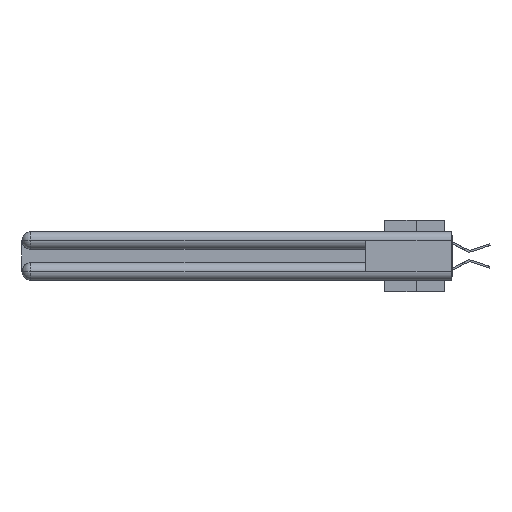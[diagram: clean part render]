
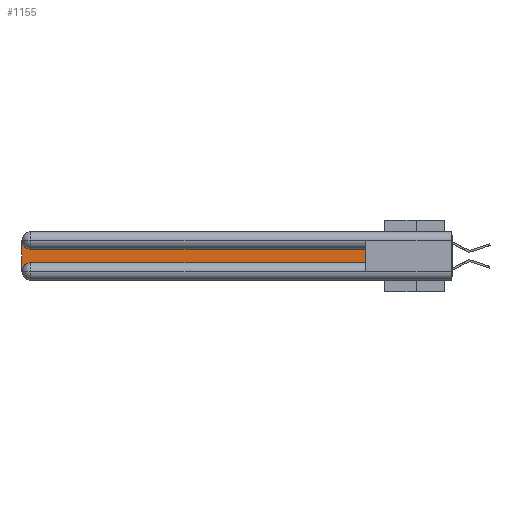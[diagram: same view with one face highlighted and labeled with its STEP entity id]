
A CAD part, left-side view. The second image highlights one B-rep face of the part: STEP entity #1155.
In plain terms, the highlighted planar face has unit normal (-1, 0, 0).
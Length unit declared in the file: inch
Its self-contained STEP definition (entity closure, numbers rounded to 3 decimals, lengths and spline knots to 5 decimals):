
#38 = EDGE_CURVE ( 'NONE', #5954, #34636, #20638, .T. ) ;
#296 = VECTOR ( 'NONE', #8207, 39.37008 ) ;
#1155 = ADVANCED_FACE ( 'NONE', ( #24243 ), #27468, .F. ) ;
#1169 = DIRECTION ( 'NONE',  ( 1., 0., 0. ) ) ;
#2415 = CARTESIAN_POINT ( 'NONE',  ( 0.075, 0.6, -0.2175 ) ) ;
#2615 = DIRECTION ( 'NONE',  ( 0., -1., 0. ) ) ;
#2652 = ORIENTED_EDGE ( 'NONE', *, *, #6675, .T. ) ;
#3374 = AXIS2_PLACEMENT_3D ( 'NONE', #18950, #33807, #6997 ) ;
#4992 = ORIENTED_EDGE ( 'NONE', *, *, #38, .T. ) ;
#5358 = LINE ( 'NONE', #14117, #18131 ) ;
#5387 = CARTESIAN_POINT ( 'NONE',  ( 0.075, 0.6, -0.1225 ) ) ;
#5954 = VERTEX_POINT ( 'NONE', #11482 ) ;
#6586 = CIRCLE ( 'NONE', #3374, 0.06 ) ;
#6675 = EDGE_CURVE ( 'NONE', #32958, #21305, #15495, .T. ) ;
#6997 = DIRECTION ( 'NONE',  ( 0., 0., -1. ) ) ;
#7688 = VERTEX_POINT ( 'NONE', #30140 ) ;
#8207 = DIRECTION ( 'NONE',  ( 0., 1., 0. ) ) ;
#9068 = CARTESIAN_POINT ( 'NONE',  ( 0.075, 0.6, -0.2175 ) ) ;
#9349 = VERTEX_POINT ( 'NONE', #19430 ) ;
#10322 = ORIENTED_EDGE ( 'NONE', *, *, #32154, .T. ) ;
#10951 = DIRECTION ( 'NONE',  ( 0., 0., -1. ) ) ;
#11482 = CARTESIAN_POINT ( 'NONE',  ( 0.075, 3., -0.2775 ) ) ;
#13222 = AXIS2_PLACEMENT_3D ( 'NONE', #36130, #24653, #24129 ) ;
#13787 = ORIENTED_EDGE ( 'NONE', *, *, #36875, .T. ) ;
#14117 = CARTESIAN_POINT ( 'NONE',  ( 0.075, 3., -0.2175 ) ) ;
#15495 = LINE ( 'NONE', #2415, #37279 ) ;
#18131 = VECTOR ( 'NONE', #10951, 39.37008 ) ;
#18219 = EDGE_CURVE ( 'NONE', #7688, #9349, #6586, .T. ) ;
#18932 = DIRECTION ( 'NONE',  ( 0., 0., -1. ) ) ;
#18950 = CARTESIAN_POINT ( 'NONE',  ( 0.075, 2.94, -0.0625 ) ) ;
#19430 = CARTESIAN_POINT ( 'NONE',  ( 0.075, 3., -0.0625 ) ) ;
#20263 = ORIENTED_EDGE ( 'NONE', *, *, #37269, .T. ) ;
#20391 = ORIENTED_EDGE ( 'NONE', *, *, #18219, .T. ) ;
#20638 = CIRCLE ( 'NONE', #22128, 0.06 ) ;
#21305 = VERTEX_POINT ( 'NONE', #21704 ) ;
#21704 = CARTESIAN_POINT ( 'NONE',  ( 0.075, 0.6, -0.1225 ) ) ;
#22128 = AXIS2_PLACEMENT_3D ( 'NONE', #33658, #1169, #18932 ) ;
#22760 = DIRECTION ( 'NONE',  ( 0., 0., 1. ) ) ;
#24129 = DIRECTION ( 'NONE',  ( 0., 0., -1. ) ) ;
#24243 = FACE_OUTER_BOUND ( 'NONE', #27283, .T. ) ;
#24653 = DIRECTION ( 'NONE',  ( 1., 0., 0. ) ) ;
#27283 = EDGE_LOOP ( 'NONE', ( #10322, #20391, #20263, #4992, #13787, #2652 ) ) ;
#27468 = PLANE ( 'NONE',  #13222 ) ;
#30140 = CARTESIAN_POINT ( 'NONE',  ( 0.075, 2.94, -0.1225 ) ) ;
#32117 = CARTESIAN_POINT ( 'NONE',  ( 0.075, 0.6, -0.2175 ) ) ;
#32154 = EDGE_CURVE ( 'NONE', #21305, #7688, #35846, .T. ) ;
#32958 = VERTEX_POINT ( 'NONE', #9068 ) ;
#33658 = CARTESIAN_POINT ( 'NONE',  ( 0.075, 2.94, -0.2775 ) ) ;
#33807 = DIRECTION ( 'NONE',  ( 1., 0., 0. ) ) ;
#34636 = VERTEX_POINT ( 'NONE', #36840 ) ;
#34792 = VECTOR ( 'NONE', #2615, 39.37008 ) ;
#35846 = LINE ( 'NONE', #5387, #296 ) ;
#36130 = CARTESIAN_POINT ( 'NONE',  ( 0.075, 3., -0.1225 ) ) ;
#36840 = CARTESIAN_POINT ( 'NONE',  ( 0.075, 2.94, -0.2175 ) ) ;
#36875 = EDGE_CURVE ( 'NONE', #34636, #32958, #37130, .T. ) ;
#37130 = LINE ( 'NONE', #32117, #34792 ) ;
#37269 = EDGE_CURVE ( 'NONE', #9349, #5954, #5358, .T. ) ;
#37279 = VECTOR ( 'NONE', #22760, 39.37008 ) ;
